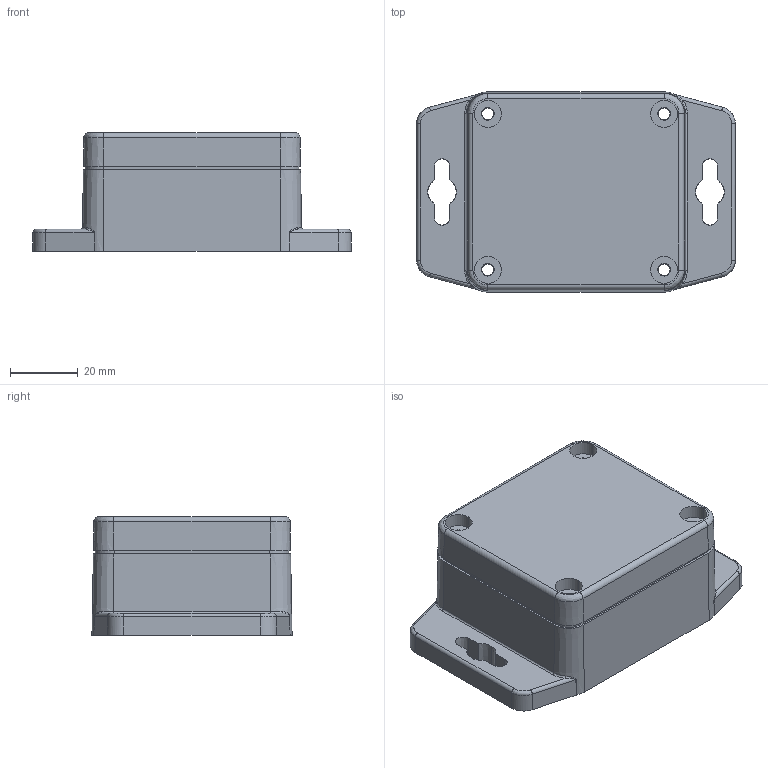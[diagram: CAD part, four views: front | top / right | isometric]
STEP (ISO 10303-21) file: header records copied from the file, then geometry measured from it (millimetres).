
FILE_DESCRIPTION (( 'STEP AP214' ), '1' );
FILE_NAME ('User Library-G201MF-1.STEP', '2019-09-17T09:54:32', ( '' ), ( '' ), 'SwSTEP 2.0', 'SolidWorks 2019', '' );
FILE_SCHEMA (( 'AUTOMOTIVE_DESIGN' ));
Length unit declared in the file: millimetre
Products named in the file (3): Case G201; User Library-G201MF-1; Cover G201
Assembly tree (2 placements, depth 2):
  User Library-G201MF-1
    Case G201
    Cover G201
Bounding box: 94 x 59.04 x 35 mm (x, y, z)
Volume: 55401.3 mm3; surface area: 40020.3 mm2
Topology: 2 solids, 2 shells, 721 faces, 1941 edges, 1258 vertices
Faces by surface type: plane 283, cylinder 246, cone 136, bspline 48, torus 8
Entity records: 35783 total; most frequent: CARTESIAN_POINT 9738, ORIENTED_EDGE 3862, DIRECTION 3696, EDGE_CURVE 1931, AXIS2_PLACEMENT_3D 1327, VERTEX_POINT 1258, LINE 1042, VECTOR 1042
